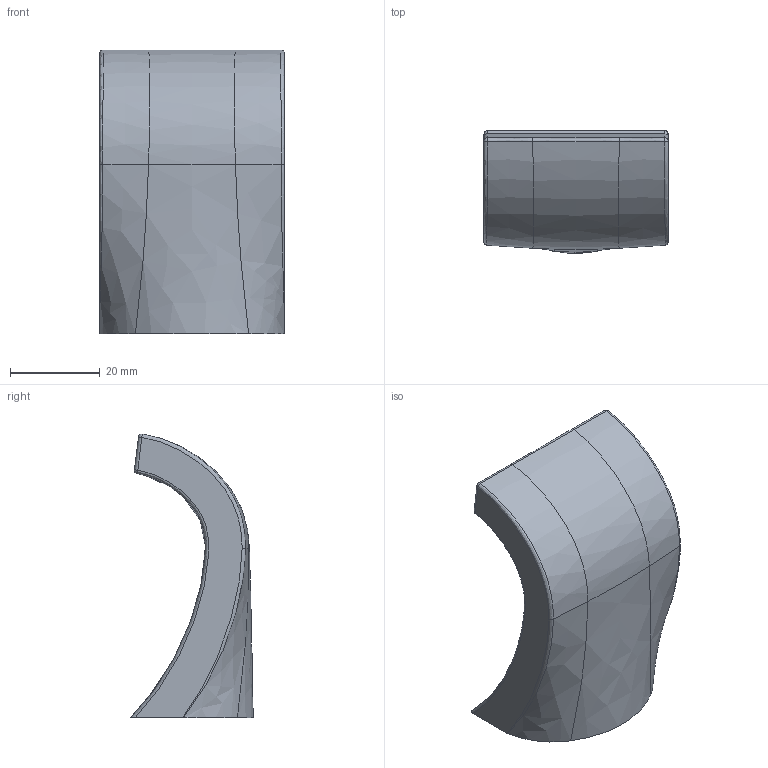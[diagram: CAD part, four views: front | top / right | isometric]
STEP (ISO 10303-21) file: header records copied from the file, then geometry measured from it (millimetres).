
FILE_DESCRIPTION((''),'2;1');
FILE_NAME('37-12','2021-10-28T10:29:30',('jinson.thomas'),(''),'CREO PARAMETRIC BY PTC INC, 2018400','CREO PARAMETRIC BY PTC INC, 2018400','');
FILE_SCHEMA(('CONFIG_CONTROL_DESIGN'));
Length unit declared in the file: inch
Products named in the file (1): 37-12
Bounding box: 41.15 x 27.4 x 63.34 mm (x, y, z)
Volume: 34034.5 mm3; surface area: 8607.2 mm2
Topology: 1 solids, 1 shells, 27 faces, 57 edges, 32 vertices
Faces by surface type: bspline 17, plane 4, sphere 4, cylinder 2
Entity records: 2483 total; most frequent: CARTESIAN_POINT 1983, ORIENTED_EDGE 114, DIRECTION 60, EDGE_CURVE 57, B_SPLINE_CURVE_WITH_KNOTS 33, VERTEX_POINT 32, EDGE_LOOP 27, FACE_OUTER_BOUND 27
